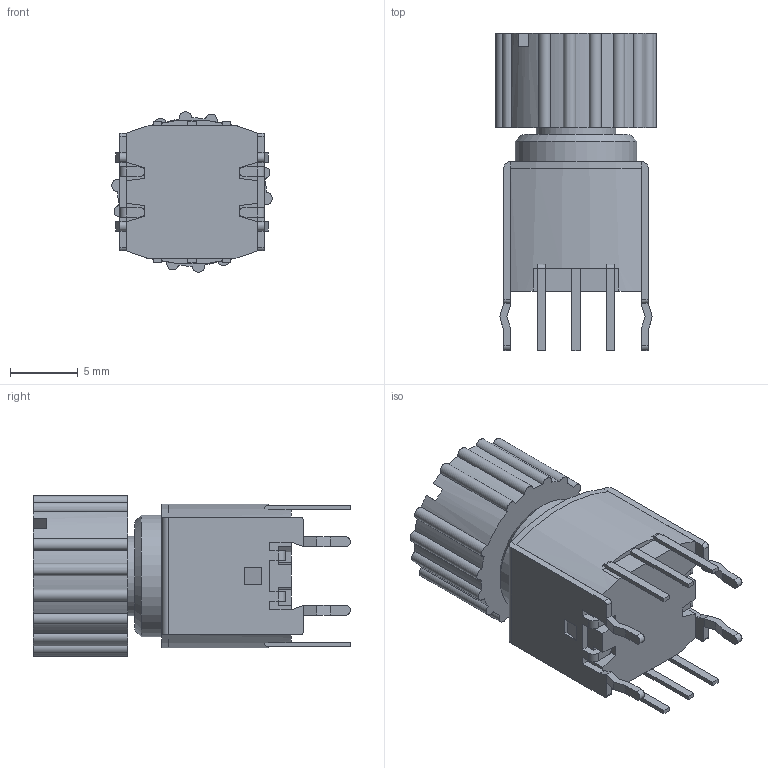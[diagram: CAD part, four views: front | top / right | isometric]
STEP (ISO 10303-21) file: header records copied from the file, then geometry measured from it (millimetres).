
FILE_DESCRIPTION( ( 'STEP AP214' ), '1' );
FILE_NAME( 'NR01103ANG13-1A.stp', '2018-08-15T14:52:51', ( '' ), ( '' ), ' ', 'PARTsolutions', ' ' );
FILE_SCHEMA( ( 'AUTOMOTIVE_DESIGN { 1 0 10303 214 1 1 1 1 }' ) );
Length unit declared in the file: inch
Products named in the file (5): NR01103ANG13-1A; _NR01-03-body; _NR01-cover; _AT3008-A; _NR01-terminal
Assembly tree (4 placements, depth 2):
  NR01103ANG13-1A
    _NR01-03-body
    _NR01-cover
    _AT3008-A
    _NR01-terminal
Bounding box: 11.87 x 23.5 x 11.87 mm (x, y, z)
Volume: 1813.5 mm3; surface area: 2014.5 mm2
Topology: 4 solids, 4 shells, 232 faces, 645 edges, 427 vertices
Faces by surface type: plane 160, cylinder 68, torus 3, cone 1
Full cylindrical faces by diameter (mm): 2.54 x1, 3.861 x1, 5.893 x2, 8.992 x2
Entity records: 9314 total; most frequent: CARTESIAN_POINT 1326, ORIENTED_EDGE 1270, DIRECTION 1258, EDGE_CURVE 635, LINE 474, VECTOR 474, VERTEX_POINT 424, AXIS2_PLACEMENT_3D 392
